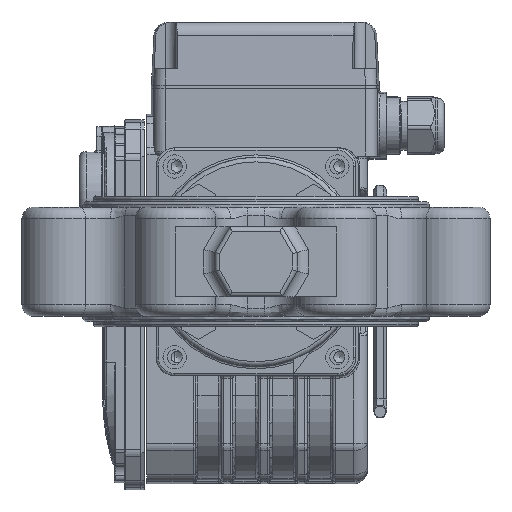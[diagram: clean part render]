
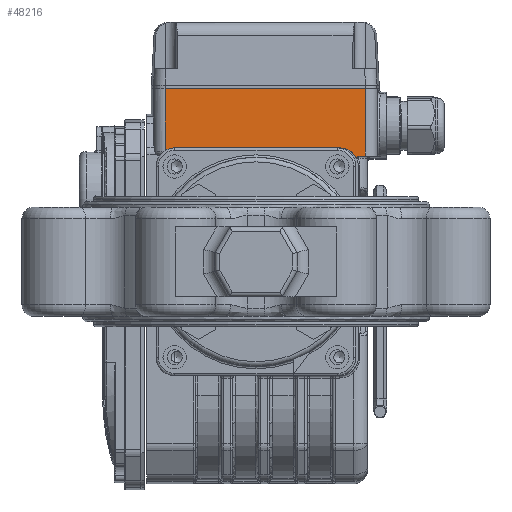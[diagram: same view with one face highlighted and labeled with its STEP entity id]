
A CAD part, front view. The second image highlights one B-rep face of the part: STEP entity #48216.
In plain terms, the highlighted face is planar.
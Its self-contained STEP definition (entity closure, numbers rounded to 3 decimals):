
#2452=PLANE('',#53005);
#4098=LINE('',#80955,#7823);
#4448=LINE('',#82590,#8173);
#4450=LINE('',#82599,#8175);
#4451=LINE('',#82603,#8176);
#4452=LINE('',#82606,#8177);
#4453=LINE('',#82607,#8178);
#7823=VECTOR('',#59800,1000.);
#8173=VECTOR('',#61430,1000.);
#8175=VECTOR('',#61438,1000.);
#8176=VECTOR('',#61441,1000.);
#8177=VECTOR('',#61444,1000.);
#8178=VECTOR('',#61445,1000.);
#15740=ORIENTED_EDGE('',*,*,#27652,.T.);
#15741=ORIENTED_EDGE('',*,*,#26904,.T.);
#15742=ORIENTED_EDGE('',*,*,#27653,.T.);
#15743=ORIENTED_EDGE('',*,*,#27654,.T.);
#15744=ORIENTED_EDGE('',*,*,#27655,.T.);
#15745=ORIENTED_EDGE('',*,*,#26755,.T.);
#15746=ORIENTED_EDGE('',*,*,#27656,.F.);
#15747=ORIENTED_EDGE('',*,*,#27648,.F.);
#15748=ORIENTED_EDGE('',*,*,#27657,.T.);
#26755=EDGE_CURVE('',#33277,#33278,#37465,.T.);
#26904=EDGE_CURVE('',#33375,#33373,#4098,.T.);
#27648=EDGE_CURVE('',#33852,#33853,#4448,.T.);
#27652=EDGE_CURVE('',#33856,#33375,#4450,.T.);
#27653=EDGE_CURVE('',#33373,#33857,#37871,.T.);
#27654=EDGE_CURVE('',#33857,#33858,#4451,.T.);
#27655=EDGE_CURVE('',#33858,#33277,#37872,.T.);
#27656=EDGE_CURVE('',#33853,#33278,#4452,.T.);
#27657=EDGE_CURVE('',#33852,#33856,#4453,.T.);
#33277=VERTEX_POINT('',#80062);
#33278=VERTEX_POINT('',#80063);
#33373=VERTEX_POINT('',#80953);
#33375=VERTEX_POINT('',#80956);
#33852=VERTEX_POINT('',#82591);
#33853=VERTEX_POINT('',#82592);
#33856=VERTEX_POINT('',#82600);
#33857=VERTEX_POINT('',#82602);
#33858=VERTEX_POINT('',#82604);
#37465=CIRCLE('',#52246,1.);
#37871=CIRCLE('',#53006,8.);
#37872=CIRCLE('',#53007,8.);
#40421=EDGE_LOOP('',(#15740,#15741,#15742,#15743,#15744,#15745,#15746,#15747,
#15748));
#43905=FACE_BOUND('',#40421,.T.);
#48216=ADVANCED_FACE('',(#43905),#2452,.T.);
#52246=AXIS2_PLACEMENT_3D('',#80061,#59509,#59510);
#53005=AXIS2_PLACEMENT_3D('',#82598,#61436,#61437);
#53006=AXIS2_PLACEMENT_3D('',#82601,#61439,#61440);
#53007=AXIS2_PLACEMENT_3D('',#82605,#61442,#61443);
#59509=DIRECTION('',(0.,0.,1.));
#59510=DIRECTION('',(-1.,0.,0.));
#59800=DIRECTION('',(0.,1.,0.));
#61430=DIRECTION('',(-1.,0.,0.));
#61436=DIRECTION('',(0.,0.,-1.));
#61437=DIRECTION('',(-1.,0.,0.));
#61438=DIRECTION('',(-1.,0.,0.));
#61439=DIRECTION('',(0.,0.,1.));
#61440=DIRECTION('',(-1.,0.,0.));
#61441=DIRECTION('',(0.,1.,0.));
#61442=DIRECTION('',(0.,0.,1.));
#61443=DIRECTION('',(-1.,0.,0.));
#61444=DIRECTION('',(0.,-1.,0.));
#61445=DIRECTION('',(0.,-1.,0.));
#80061=CARTESIAN_POINT('',(154.431,-3.708,-14.053));
#80062=CARTESIAN_POINT('',(154.042,-4.63,-14.053));
#80063=CARTESIAN_POINT('',(155.431,-3.708,-14.053));
#80953=CARTESIAN_POINT('',(157.431,-86.664,-14.053));
#80955=CARTESIAN_POINT('',(157.431,-88.614,-14.053));
#80956=CARTESIAN_POINT('',(157.431,-87.069,-14.053));
#82590=CARTESIAN_POINT('',(184.431,-0.931,-14.053));
#82591=CARTESIAN_POINT('',(184.431,-0.931,-14.053));
#82592=CARTESIAN_POINT('',(155.431,-0.931,-14.053));
#82598=CARTESIAN_POINT('',(184.431,0.,-14.053));
#82599=CARTESIAN_POINT('',(184.431,-87.069,-14.053));
#82600=CARTESIAN_POINT('',(184.431,-87.069,-14.053));
#82601=CARTESIAN_POINT('',(150.931,-82.,-14.053));
#82602=CARTESIAN_POINT('',(158.931,-82.,-14.053));
#82603=CARTESIAN_POINT('',(158.931,-82.,-14.053));
#82604=CARTESIAN_POINT('',(158.931,-12.,-14.053));
#82605=CARTESIAN_POINT('',(150.931,-12.,-14.053));
#82606=CARTESIAN_POINT('',(155.431,0.,-14.053));
#82607=CARTESIAN_POINT('',(184.431,0.,-14.053));
